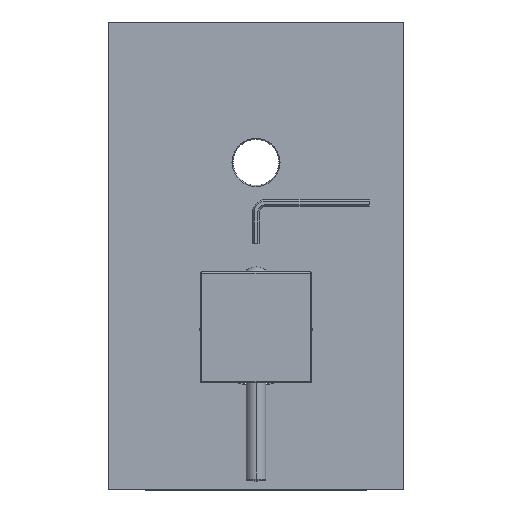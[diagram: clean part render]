
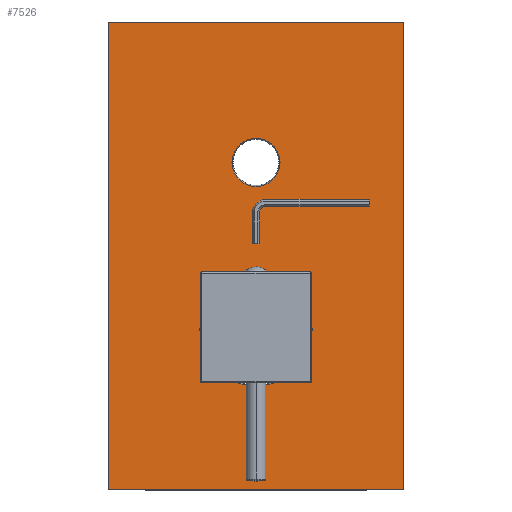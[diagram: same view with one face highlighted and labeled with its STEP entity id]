
A CAD part, top view. The second image highlights one B-rep face of the part: STEP entity #7526.
In plain terms, the highlighted face is planar.
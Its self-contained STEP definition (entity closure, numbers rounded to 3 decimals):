
#6947=CARTESIAN_POINT('',(0.,2.,-30.));
#6948=DIRECTION('',(0.,-1.,0.));
#6949=DIRECTION('',(1.,0.,0.));
#6950=AXIS2_PLACEMENT_3D('',#6947,#6948,#6949);
#6955=CARTESIAN_POINT('',(0.,2.,-30.));
#6956=DIRECTION('',(0.,-1.,0.));
#6957=DIRECTION('',(-1.,0.,0.));
#6958=AXIS2_PLACEMENT_3D('',#6955,#6956,#6957);
#6963=CARTESIAN_POINT('',(0.,2.,38.));
#6964=DIRECTION('',(0.,-1.,0.));
#6965=DIRECTION('',(1.,0.,0.));
#6966=AXIS2_PLACEMENT_3D('',#6963,#6964,#6965);
#6971=CARTESIAN_POINT('',(0.,2.,38.));
#6972=DIRECTION('',(0.,-1.,0.));
#6973=DIRECTION('',(-1.,0.,0.));
#6974=AXIS2_PLACEMENT_3D('',#6971,#6972,#6973);
#6979=DIRECTION('',(0.,0.,1.));
#6980=VECTOR('',#6979,190.);
#6981=CARTESIAN_POINT('',(-60.,2.,-95.));
#6982=LINE('',#6981,#6980);
#6986=DIRECTION('',(-1.,0.,0.));
#6987=VECTOR('',#6986,120.);
#6988=CARTESIAN_POINT('',(60.,2.,-95.));
#6989=LINE('',#6988,#6987);
#6993=DIRECTION('',(0.,0.,-1.));
#6994=VECTOR('',#6993,190.);
#6995=CARTESIAN_POINT('',(60.,2.,95.));
#6996=LINE('',#6995,#6994);
#7000=DIRECTION('',(1.,0.,0.));
#7001=VECTOR('',#7000,120.);
#7002=CARTESIAN_POINT('',(-60.,2.,95.));
#7003=LINE('',#7002,#7001);
#7337=CARTESIAN_POINT('',(22.8,2.,-30.));
#7338=CARTESIAN_POINT('',(-22.8,2.,-30.));
#7339=VERTEX_POINT('',#7337);
#7340=VERTEX_POINT('',#7338);
#7341=CARTESIAN_POINT('',(9.75,2.,38.));
#7342=CARTESIAN_POINT('',(-9.75,2.,38.));
#7343=VERTEX_POINT('',#7341);
#7344=VERTEX_POINT('',#7342);
#7345=CARTESIAN_POINT('',(-60.,2.,-95.));
#7346=CARTESIAN_POINT('',(-60.,2.,95.));
#7347=VERTEX_POINT('',#7345);
#7348=VERTEX_POINT('',#7346);
#7349=CARTESIAN_POINT('',(60.,2.,95.));
#7350=VERTEX_POINT('',#7349);
#7351=CARTESIAN_POINT('',(60.,2.,-95.));
#7352=VERTEX_POINT('',#7351);
#7501=CARTESIAN_POINT('',(0.,2.,0.));
#7502=DIRECTION('',(0.,1.,0.));
#7503=DIRECTION('',(1.,0.,0.));
#7504=AXIS2_PLACEMENT_3D('',#7501,#7502,#7503);
#7505=PLANE('',#7504);
#7507=ORIENTED_EDGE('',*,*,#7506,.F.);
#7509=ORIENTED_EDGE('',*,*,#7508,.F.);
#7511=ORIENTED_EDGE('',*,*,#7510,.F.);
#7513=ORIENTED_EDGE('',*,*,#7512,.F.);
#7514=EDGE_LOOP('',(#7507,#7509,#7511,#7513));
#7515=FACE_OUTER_BOUND('',#7514,.F.);
#7517=ORIENTED_EDGE('',*,*,#7516,.F.);
#7519=ORIENTED_EDGE('',*,*,#7518,.F.);
#7520=EDGE_LOOP('',(#7517,#7519));
#7521=FACE_BOUND('',#7520,.F.);
#7522=ORIENTED_EDGE('',*,*,#7481,.F.);
#7523=ORIENTED_EDGE('',*,*,#7495,.F.);
#7524=EDGE_LOOP('',(#7522,#7523));
#7525=FACE_BOUND('',#7524,.F.);
#7526=ADVANCED_FACE('',(#7515,#7521,#7525),#7505,.T.);
#6951=CIRCLE('',#6950,22.8);
#6959=CIRCLE('',#6958,22.8);
#6967=CIRCLE('',#6966,9.75);
#6975=CIRCLE('',#6974,9.75);
#7481=EDGE_CURVE('',#7339,#7340,#6951,.T.);
#7495=EDGE_CURVE('',#7340,#7339,#6959,.T.);
#7506=EDGE_CURVE('',#7347,#7348,#6982,.T.);
#7508=EDGE_CURVE('',#7352,#7347,#6989,.T.);
#7510=EDGE_CURVE('',#7350,#7352,#6996,.T.);
#7512=EDGE_CURVE('',#7348,#7350,#7003,.T.);
#7516=EDGE_CURVE('',#7343,#7344,#6967,.T.);
#7518=EDGE_CURVE('',#7344,#7343,#6975,.T.);
